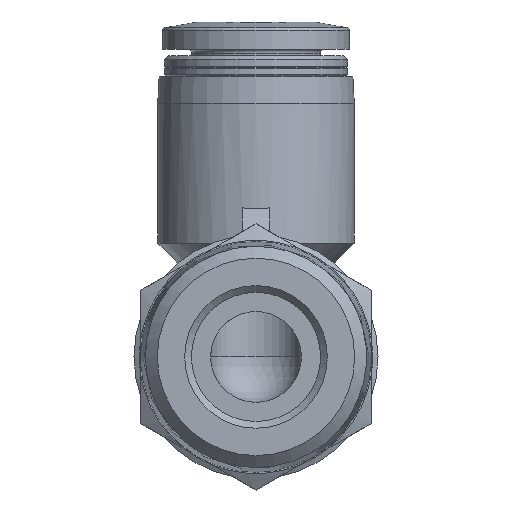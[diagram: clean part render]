
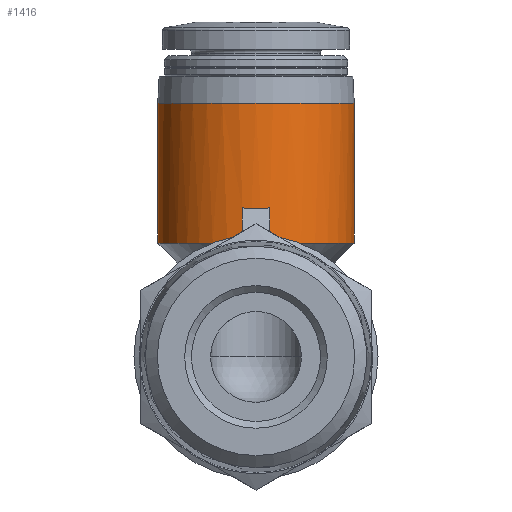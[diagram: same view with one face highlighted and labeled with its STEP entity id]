
A CAD part, front view. The second image highlights one B-rep face of the part: STEP entity #1416.
In plain terms, the highlighted cylindrical face has radius 7.25 mm (diameter 14.5 mm), a full revolution.
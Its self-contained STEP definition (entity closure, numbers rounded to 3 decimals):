
#90=LINE('',#1995,#126);
#91=LINE('',#1999,#127);
#126=VECTOR('',#1718,1000.);
#127=VECTOR('',#1721,1000.);
#182=ELLIPSE('',#1522,10.253,7.25);
#242=ORIENTED_EDGE('',*,*,#486,.F.);
#243=ORIENTED_EDGE('',*,*,#487,.F.);
#244=ORIENTED_EDGE('',*,*,#488,.F.);
#245=ORIENTED_EDGE('',*,*,#489,.T.);
#246=ORIENTED_EDGE('',*,*,#485,.T.);
#485=EDGE_CURVE('',#614,#614,#694,.T.);
#486=EDGE_CURVE('',#615,#616,#695,.T.);
#487=EDGE_CURVE('',#617,#615,#90,.T.);
#488=EDGE_CURVE('',#618,#617,#182,.T.);
#489=EDGE_CURVE('',#618,#616,#91,.T.);
#614=VERTEX_POINT('',#1990);
#615=VERTEX_POINT('',#1993);
#616=VERTEX_POINT('',#1994);
#617=VERTEX_POINT('',#1996);
#618=VERTEX_POINT('',#1998);
#694=CIRCLE('',#1519,7.25);
#695=CIRCLE('',#1521,7.25);
#758=EDGE_LOOP('',(#242,#243,#244,#245));
#759=EDGE_LOOP('',(#246));
#856=FACE_BOUND('',#758,.T.);
#857=FACE_BOUND('',#759,.T.);
#922=CYLINDRICAL_SURFACE('',#1520,7.25);
#1416=ADVANCED_FACE('',(#856,#857),#922,.T.);
#1519=AXIS2_PLACEMENT_3D('',#1989,#1712,#1713);
#1520=AXIS2_PLACEMENT_3D('',#1991,#1714,#1715);
#1521=AXIS2_PLACEMENT_3D('',#1992,#1716,#1717);
#1522=AXIS2_PLACEMENT_3D('',#1997,#1719,#1720);
#1712=DIRECTION('',(0.,0.,-1.));
#1713=DIRECTION('',(-1.,0.,0.));
#1714=DIRECTION('',(0.,0.,-1.));
#1715=DIRECTION('',(-1.,0.,0.));
#1716=DIRECTION('',(0.,0.,-1.));
#1717=DIRECTION('',(-1.,0.,0.));
#1718=DIRECTION('',(0.,0.,-1.));
#1719=DIRECTION('',(0.,0.707,-0.707));
#1720=DIRECTION('',(0.,-0.707,-0.707));
#1721=DIRECTION('',(0.,0.,-1.));
#1989=CARTESIAN_POINT('',(0.,35.5,18.7));
#1990=CARTESIAN_POINT('',(-7.25,35.5,18.7));
#1991=CARTESIAN_POINT('',(0.,35.5,-5.075));
#1992=CARTESIAN_POINT('',(0.,35.5,8.398));
#1993=CARTESIAN_POINT('',(-1.,28.319,8.398));
#1994=CARTESIAN_POINT('',(1.,28.319,8.398));
#1995=CARTESIAN_POINT('',(-1.,28.319,-5.075));
#1996=CARTESIAN_POINT('',(-1.,28.319,10.994));
#1997=CARTESIAN_POINT('',(0.,35.5,18.175));
#1998=CARTESIAN_POINT('',(1.,28.319,10.994));
#1999=CARTESIAN_POINT('',(1.,28.319,-5.075));
